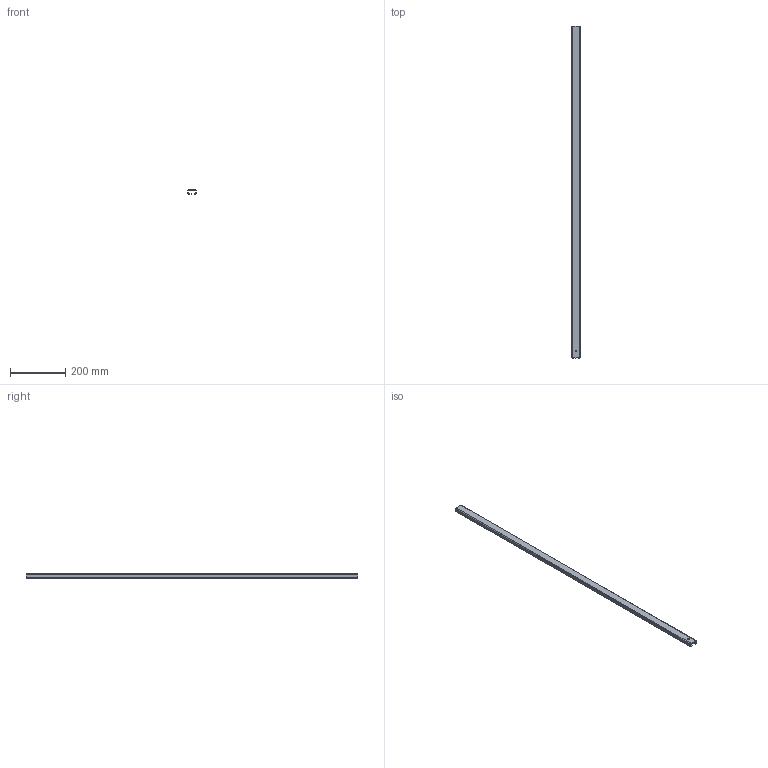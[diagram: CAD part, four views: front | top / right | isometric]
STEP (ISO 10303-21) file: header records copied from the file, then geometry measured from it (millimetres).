
FILE_DESCRIPTION((''),'2;1');
FILE_NAME('JC35TS-0061','2021-01-04T14:25:32',('Administrator'),('捷昌驱动'),'CREO PARAMETRIC BY PTC INC, 2018100','CREO PARAMETRIC BY PTC INC, 2018100','');
FILE_SCHEMA(('CONFIG_CONTROL_DESIGN'));
Length unit declared in the file: millimetre
Products named in the file (1): JC35TS-0061
Bounding box: 30 x 1200 x 15 mm (x, y, z)
Volume: 122601.5 mm3; surface area: 167302.3 mm2
Topology: 1 solids, 1 shells, 26 faces, 72 edges, 48 vertices
Faces by surface type: plane 15, cylinder 11
Entity records: 880 total; most frequent: DIRECTION 146, CARTESIAN_POINT 146, ORIENTED_EDGE 144, EDGE_CURVE 72, VECTOR 50, LINE 50, AXIS2_PLACEMENT_3D 48, VERTEX_POINT 48
